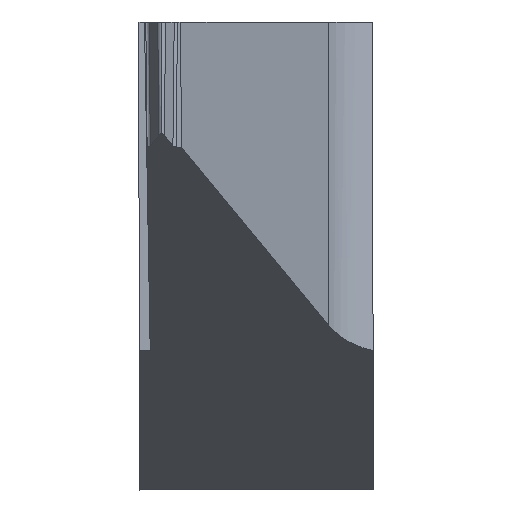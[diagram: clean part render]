
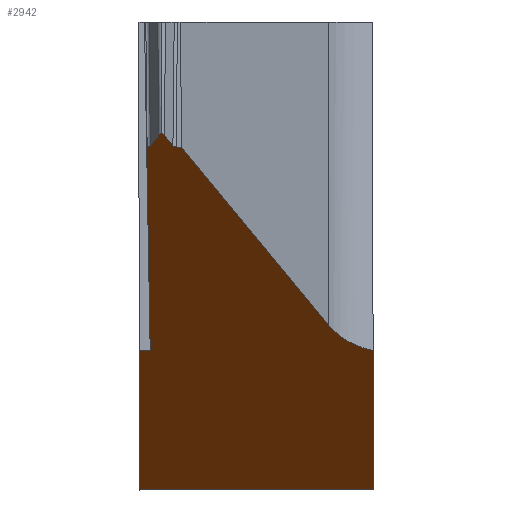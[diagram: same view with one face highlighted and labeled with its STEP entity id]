
A CAD part, front view. The second image highlights one B-rep face of the part: STEP entity #2942.
In plain terms, the highlighted planar face has unit normal (0, -0.574, -0.819).
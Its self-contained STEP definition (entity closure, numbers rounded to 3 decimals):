
#240=CARTESIAN_POINT('',(0.,4.,-4.212));
#241=VERTEX_POINT('',#240);
#306=CARTESIAN_POINT('',(0.,6.554,-6.));
#307=VERTEX_POINT('',#306);
#318=CARTESIAN_POINT('',(0.,4.,-4.212));
#319=DIRECTION('',(0.,0.819,-0.574));
#320=VECTOR('',#319,3.118);
#321=LINE('',#318,#320);
#322=EDGE_CURVE('',#241,#307,#321,.T.);
#540=CARTESIAN_POINT('',(3.,6.554,-6.));
#541=VERTEX_POINT('',#540);
#552=CARTESIAN_POINT('',(3.,4.,-4.212));
#553=DIRECTION('',(0.,0.819,-0.574));
#554=VECTOR('',#553,3.118);
#555=LINE('',#552,#554);
#556=CARTESIAN_POINT('',(3.,4.,-4.212));
#557=VERTEX_POINT('',#556);
#558=EDGE_CURVE('',#557,#541,#555,.T.);
#650=CARTESIAN_POINT('',(3.,4.,-4.212));
#651=CARTESIAN_POINT('',(2.759,3.924,-4.158));
#652=CARTESIAN_POINT('',(2.561,3.765,-4.047));
#653=CARTESIAN_POINT('',(2.434,3.546,-3.894));
#654=(BOUNDED_CURVE()B_SPLINE_CURVE(3,(#650,#651,#652,#653),.UNSPECIFIED.,.F.,.F.)B_SPLINE_CURVE_WITH_KNOTS((4,4),(0.,1.),.UNSPECIFIED.)CURVE()GEOMETRIC_REPRESENTATION_ITEM()RATIONAL_B_SPLINE_CURVE((1.,0.955,0.955,1.))REPRESENTATION_ITEM(''));
#655=CARTESIAN_POINT('',(2.434,3.546,-3.894));
#656=VERTEX_POINT('',#655);
#657=EDGE_CURVE('',#557,#656,#654,.T.);
#759=CARTESIAN_POINT('',(0.547,0.276,-1.604));
#760=VERTEX_POINT('',#759);
#771=CARTESIAN_POINT('',(2.434,3.546,-3.894));
#772=DIRECTION('',(-0.428,-0.741,0.519));
#773=VECTOR('',#772,4.416);
#774=LINE('',#771,#773);
#775=EDGE_CURVE('',#656,#760,#774,.T.);
#801=CARTESIAN_POINT('',(0.547,0.276,-1.604));
#802=DIRECTION('',(-0.999,-0.035,0.025));
#803=VECTOR('',#802,0.07);
#804=LINE('',#801,#803);
#805=CARTESIAN_POINT('',(0.476,0.274,-1.602));
#806=VERTEX_POINT('',#805);
#807=EDGE_CURVE('',#760,#806,#804,.T.);
#881=CARTESIAN_POINT('',(0.435,0.248,-1.585));
#882=CARTESIAN_POINT('',(0.444,0.264,-1.596));
#883=CARTESIAN_POINT('',(0.459,0.273,-1.602));
#884=CARTESIAN_POINT('',(0.476,0.274,-1.602));
#885=(BOUNDED_CURVE()B_SPLINE_CURVE(3,(#881,#882,#883,#884),.UNSPECIFIED.,.F.,.F.)B_SPLINE_CURVE_WITH_KNOTS((4,4),(0.,1.),.UNSPECIFIED.)CURVE()GEOMETRIC_REPRESENTATION_ITEM()RATIONAL_B_SPLINE_CURVE((1.,0.916,0.916,1.))REPRESENTATION_ITEM(''));
#886=CARTESIAN_POINT('',(0.435,0.248,-1.585));
#887=VERTEX_POINT('',#886);
#888=EDGE_CURVE('',#887,#806,#885,.T.);
#945=CARTESIAN_POINT('',(0.435,0.248,-1.585));
#946=DIRECTION('',(-0.419,-0.744,0.521));
#947=VECTOR('',#946,0.261);
#948=LINE('',#945,#947);
#949=CARTESIAN_POINT('',(0.325,0.054,-1.449));
#950=VERTEX_POINT('',#949);
#951=EDGE_CURVE('',#887,#950,#948,.T.);
#1063=CARTESIAN_POINT('',(0.29,0.027,-1.43));
#1064=VERTEX_POINT('',#1063);
#1075=CARTESIAN_POINT('',(0.29,0.027,-1.43));
#1076=CARTESIAN_POINT('',(0.305,0.031,-1.432));
#1077=CARTESIAN_POINT('',(0.318,0.04,-1.439));
#1078=CARTESIAN_POINT('',(0.325,0.054,-1.449));
#1079=(BOUNDED_CURVE()B_SPLINE_CURVE(3,(#1075,#1076,#1077,#1078),.UNSPECIFIED.,.F.,.F.)B_SPLINE_CURVE_WITH_KNOTS((4,4),(0.,1.),.UNSPECIFIED.)CURVE()GEOMETRIC_REPRESENTATION_ITEM()RATIONAL_B_SPLINE_CURVE((1.,0.948,0.948,1.))REPRESENTATION_ITEM('')
);
#1080=EDGE_CURVE('',#1064,#950,#1079,.T.);
#1127=CARTESIAN_POINT('',(0.255,0.054,-1.449));
#1128=VERTEX_POINT('',#1127);
#1139=CARTESIAN_POINT('',(0.255,0.054,-1.449));
#1140=CARTESIAN_POINT('',(0.262,0.04,-1.439));
#1141=CARTESIAN_POINT('',(0.275,0.031,-1.432));
#1142=CARTESIAN_POINT('',(0.29,0.027,-1.43));
#1143=(BOUNDED_CURVE()B_SPLINE_CURVE(3,(#1139,#1140,#1141,#1142),.UNSPECIFIED.,.F.,.F.)B_SPLINE_CURVE_WITH_KNOTS((4,4),(0.,1.),.UNSPECIFIED.)CURVE()GEOMETRIC_REPRESENTATION_ITEM()RATIONAL_B_SPLINE_CURVE((1.,0.948,0.948,1.))REPRESENTATION_ITEM('')
);
#1144=EDGE_CURVE('',#1128,#1064,#1143,.T.);
#1208=CARTESIAN_POINT('',(0.145,0.248,-1.585));
#1209=VERTEX_POINT('',#1208);
#1220=CARTESIAN_POINT('',(0.255,0.054,-1.449));
#1221=DIRECTION('',(-0.419,0.744,-0.521));
#1222=VECTOR('',#1221,0.261);
#1223=LINE('',#1220,#1222);
#1224=EDGE_CURVE('',#1128,#1209,#1223,.T.);
#1268=CARTESIAN_POINT('',(0.104,0.274,-1.602));
#1269=CARTESIAN_POINT('',(0.121,0.273,-1.602));
#1270=CARTESIAN_POINT('',(0.136,0.264,-1.596));
#1271=CARTESIAN_POINT('',(0.145,0.248,-1.585));
#1272=(BOUNDED_CURVE()B_SPLINE_CURVE(3,(#1268,#1269,#1270,#1271),.UNSPECIFIED.,.F.,.F.)B_SPLINE_CURVE_WITH_KNOTS((4,4),(0.,1.),.UNSPECIFIED.)CURVE()GEOMETRIC_REPRESENTATION_ITEM()RATIONAL_B_SPLINE_CURVE((1.,0.916,0.916,1.))REPRESENTATION_ITEM('')
);
#1273=CARTESIAN_POINT('',(0.104,0.274,-1.602));
#1274=VERTEX_POINT('',#1273);
#1275=EDGE_CURVE('',#1274,#1209,#1272,.T.);
#1352=CARTESIAN_POINT('',(0.098,0.274,-1.603));
#1353=VERTEX_POINT('',#1352);
#1364=CARTESIAN_POINT('',(0.104,0.274,-1.602));
#1365=DIRECTION('',(-0.999,0.035,-0.025));
#1366=VECTOR('',#1365,0.006);
#1367=LINE('',#1364,#1366);
#1368=EDGE_CURVE('',#1274,#1353,#1367,.T.);
#1428=CARTESIAN_POINT('',(0.144,4.,-4.212));
#1429=DIRECTION('',(-0.01,-0.819,0.574));
#1430=VECTOR('',#1429,4.549);
#1431=LINE('',#1428,#1430);
#1432=CARTESIAN_POINT('',(0.144,4.,-4.212));
#1433=VERTEX_POINT('',#1432);
#1434=EDGE_CURVE('',#1433,#1353,#1431,.T.);
#2790=CARTESIAN_POINT('',(1.1,2.782,-3.359));
#2791=DIRECTION('',(0.,0.574,0.819));
#2792=DIRECTION('',(0.,-0.47,0.329));
#2793=AXIS2_PLACEMENT_3D('',#2790,#2791,#2792);
#2794=PLANE('',#2793);
#2795=ORIENTED_EDGE('Edge 335',*,*,#558,.F.);
#2804=CARTESIAN_POINT('',(0.,6.554,-6.));
#2805=DIRECTION('',(1.,0.,0.));
#2806=VECTOR('',#2805,3.);
#2807=LINE('',#2804,#2806);
#2808=EDGE_CURVE('',#307,#541,#2807,.T.);
#2809=ORIENTED_EDGE('Edge 382',*,*,#2808,.T.);
#2818=ORIENTED_EDGE('Edge 133',*,*,#322,.T.);
#2827=CARTESIAN_POINT('',(0.,4.,-4.212));
#2828=DIRECTION('',(1.,0.,0.));
#2829=VECTOR('',#2828,0.144);
#2830=LINE('',#2827,#2829);
#2831=EDGE_CURVE('',#241,#1433,#2830,.T.);
#2832=ORIENTED_EDGE('Edge 1260',*,*,#2831,.F.);
#2841=ORIENTED_EDGE('Edge 1299',*,*,#1434,.F.);
#2850=ORIENTED_EDGE('Edge 254',*,*,#1368,.T.);
#2859=ORIENTED_EDGE('Edge 259',*,*,#1275,.F.);
#2868=ORIENTED_EDGE('Edge 264',*,*,#1224,.T.);
#2877=ORIENTED_EDGE('Edge 269',*,*,#1144,.F.);
#2886=ORIENTED_EDGE('Edge 274',*,*,#1080,.F.);
#2895=ORIENTED_EDGE('Edge 279',*,*,#951,.T.);
#2904=ORIENTED_EDGE('Edge 284',*,*,#888,.F.);
#2913=ORIENTED_EDGE('Edge 289',*,*,#807,.T.);
#2922=ORIENTED_EDGE('Edge 1113',*,*,#775,.T.);
#2931=ORIENTED_EDGE('Edge 299',*,*,#657,.T.);
#2940=EDGE_LOOP('',(#2931,#2922,#2913,#2904,#2895,#2886,#2877,#2868,#2859,#2850,#2841,#2832,#2818,#2809,#2795));
#2941=FACE_OUTER_BOUND('Loop 300',#2940,.T.);
#2942=ADVANCED_FACE('Face 301',(#2941),#2794,.F.);
